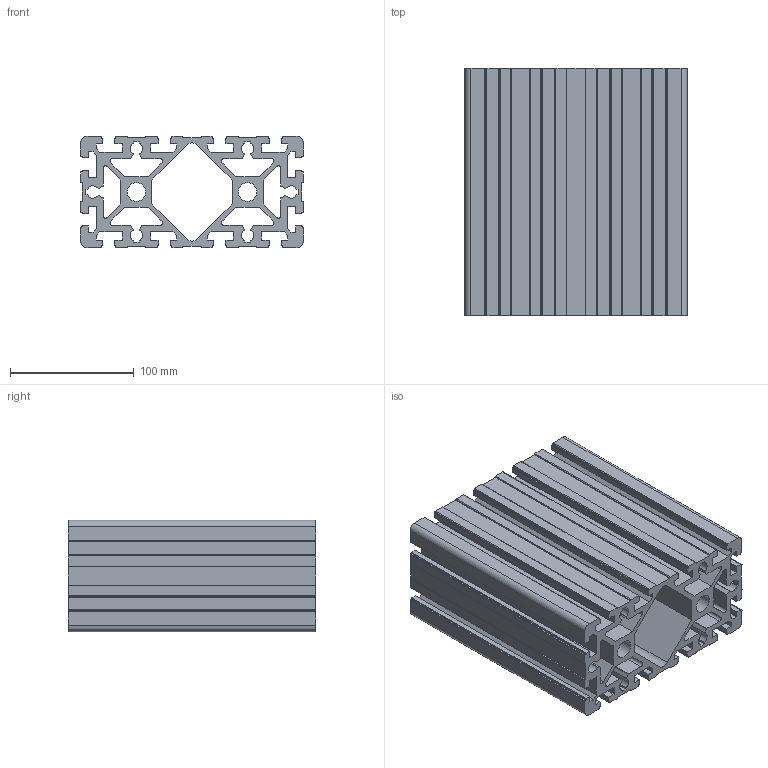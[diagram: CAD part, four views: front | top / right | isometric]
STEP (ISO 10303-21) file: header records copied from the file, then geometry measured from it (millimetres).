
FILE_DESCRIPTION(/* description */ ('Aluminiumprofil 90x180'),/* implementation_level */ '2;1');
FILE_NAME(/* name */ 'Syskomp 411990416 Aluminiumprofil 90x180.stp',/* time_stamp */ '2017-03-03T13:28:47+01:00',/* author */ ('wheldmann'),/* organization */ (''),/* preprocessor_version */ 'ST-DEVELOPER v16.1',/* originating_system */ 'Autodesk Inventor 2016',/* authorisation */ ' ');
FILE_SCHEMA (('AUTOMOTIVE_DESIGN { 1 0 10303 214 3 1 1 }'));
Length unit declared in the file: millimetre
Products named in the file (1): 411990416 Aluminiumprofil 90x180 - 200
Bounding box: 180 x 200 x 90 mm (x, y, z)
Volume: 1271449.4 mm3; surface area: 445311.3 mm2
Topology: 1 solids, 1 shells, 380 faces, 1134 edges, 756 vertices
Faces by surface type: plane 260, cylinder 120
Full cylindrical faces by diameter (mm): 15 x2
Entity records: 12788 total; most frequent: CARTESIAN_POINT 2269, ORIENTED_EDGE 2264, DIRECTION 2134, EDGE_CURVE 1132, LINE 892, VECTOR 892, VERTEX_POINT 756, AXIS2_PLACEMENT_3D 621
